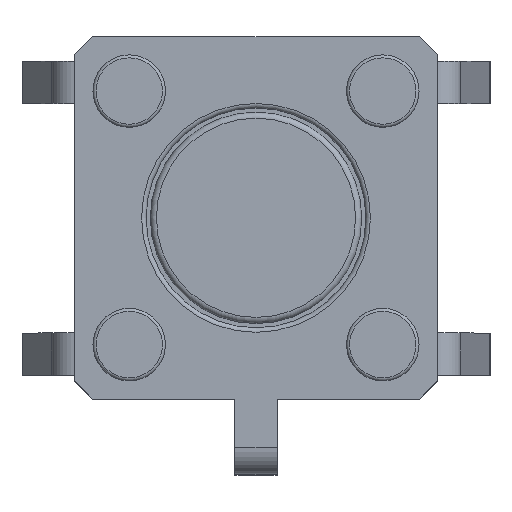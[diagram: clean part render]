
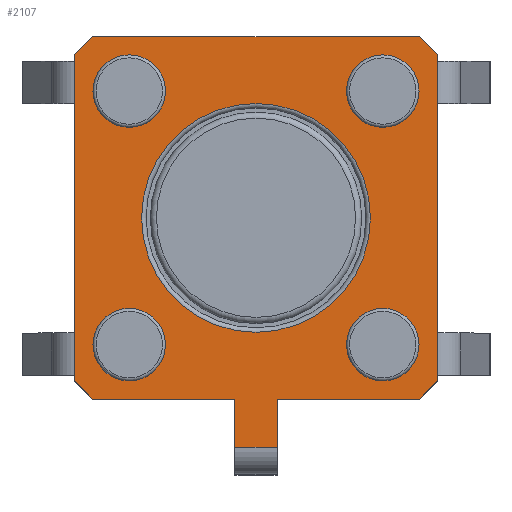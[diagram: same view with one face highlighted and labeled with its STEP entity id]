
A CAD part, top view. The second image highlights one B-rep face of the part: STEP entity #2107.
In plain terms, the highlighted planar face has unit normal (0, 0, 1).
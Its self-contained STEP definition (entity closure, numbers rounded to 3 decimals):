
#883 = VERTEX_POINT('',#884);
#884 = CARTESIAN_POINT('',(6.25,-4.95,3.4));
#890 = EDGE_CURVE('',#883,#891,#893,.T.);
#891 = VERTEX_POINT('',#892);
#892 = CARTESIAN_POINT('',(5.95,-5.25,3.4));
#893 = LINE('',#894,#895);
#894 = CARTESIAN_POINT('',(6.1,-5.1,3.4));
#895 = VECTOR('',#896,1.);
#896 = DIRECTION('',(-0.707,-0.707,0.));
#914 = VERTEX_POINT('',#915);
#915 = CARTESIAN_POINT('',(0.55,-5.25,3.4));
#921 = EDGE_CURVE('',#914,#922,#924,.T.);
#922 = VERTEX_POINT('',#923);
#923 = CARTESIAN_POINT('',(2.9,-5.25,3.4));
#924 = LINE('',#925,#926);
#925 = CARTESIAN_POINT('',(0.25,-5.25,3.4));
#926 = VECTOR('',#927,1.);
#927 = DIRECTION('',(1.,0.,0.));
#945 = VERTEX_POINT('',#946);
#946 = CARTESIAN_POINT('',(3.6,-5.25,3.4));
#952 = EDGE_CURVE('',#945,#891,#953,.T.);
#953 = LINE('',#954,#955);
#954 = CARTESIAN_POINT('',(0.25,-5.25,3.4));
#955 = VECTOR('',#956,1.);
#956 = DIRECTION('',(1.,0.,0.));
#1000 = VERTEX_POINT('',#1001);
#1001 = CARTESIAN_POINT('',(0.25,-4.95,3.4));
#1007 = EDGE_CURVE('',#1000,#914,#1008,.T.);
#1008 = LINE('',#1009,#1010);
#1009 = CARTESIAN_POINT('',(0.4,-5.1,3.4));
#1010 = VECTOR('',#1011,1.);
#1011 = DIRECTION('',(0.707,-0.707,0.));
#1048 = VERTEX_POINT('',#1049);
#1049 = CARTESIAN_POINT('',(0.25,0.45,3.4));
#1055 = EDGE_CURVE('',#1048,#1000,#1056,.T.);
#1056 = LINE('',#1057,#1058);
#1057 = CARTESIAN_POINT('',(0.25,0.75,3.4));
#1058 = VECTOR('',#1059,1.);
#1059 = DIRECTION('',(0.,-1.,0.));
#1536 = VERTEX_POINT('',#1537);
#1537 = CARTESIAN_POINT('',(0.55,0.75,3.4));
#1543 = EDGE_CURVE('',#1536,#1048,#1544,.T.);
#1544 = LINE('',#1545,#1546);
#1545 = CARTESIAN_POINT('',(0.4,0.6,3.4));
#1546 = VECTOR('',#1547,1.);
#1547 = DIRECTION('',(-0.707,-0.707,0.));
#1560 = VERTEX_POINT('',#1561);
#1561 = CARTESIAN_POINT('',(5.95,0.75,3.4));
#1567 = EDGE_CURVE('',#1560,#1536,#1568,.T.);
#1568 = LINE('',#1569,#1570);
#1569 = CARTESIAN_POINT('',(6.25,0.75,3.4));
#1570 = VECTOR('',#1571,1.);
#1571 = DIRECTION('',(-1.,0.,0.));
#1584 = VERTEX_POINT('',#1585);
#1585 = CARTESIAN_POINT('',(6.25,0.45,3.4));
#1591 = EDGE_CURVE('',#1584,#1560,#1592,.T.);
#1592 = LINE('',#1593,#1594);
#1593 = CARTESIAN_POINT('',(6.1,0.6,3.4));
#1594 = VECTOR('',#1595,1.);
#1595 = DIRECTION('',(-0.707,0.707,0.));
#1632 = EDGE_CURVE('',#883,#1584,#1633,.T.);
#1633 = LINE('',#1634,#1635);
#1634 = CARTESIAN_POINT('',(6.25,-5.25,3.4));
#1635 = VECTOR('',#1636,1.);
#1636 = DIRECTION('',(0.,1.,0.));
#2107 = ADVANCED_FACE('',(#2108,#2141,#2152,#2163,#2174,#2185),#2196,.T.
);
#2108 = FACE_BOUND('',#2109,.T.);
#2109 = EDGE_LOOP('',(#2110,#2111,#2112,#2113,#2114,#2115,#2116,#2117,
#2118,#2126,#2134,#2140));
#2110 = ORIENTED_EDGE('',*,*,#890,.F.);
#2111 = ORIENTED_EDGE('',*,*,#1632,.T.);
#2112 = ORIENTED_EDGE('',*,*,#1591,.T.);
#2113 = ORIENTED_EDGE('',*,*,#1567,.T.);
#2114 = ORIENTED_EDGE('',*,*,#1543,.T.);
#2115 = ORIENTED_EDGE('',*,*,#1055,.T.);
#2116 = ORIENTED_EDGE('',*,*,#1007,.T.);
#2117 = ORIENTED_EDGE('',*,*,#921,.T.);
#2118 = ORIENTED_EDGE('',*,*,#2119,.T.);
#2119 = EDGE_CURVE('',#922,#2120,#2122,.T.);
#2120 = VERTEX_POINT('',#2121);
#2121 = CARTESIAN_POINT('',(2.9,-6.05,3.4));
#2122 = LINE('',#2123,#2124);
#2123 = CARTESIAN_POINT('',(2.9,-4.95,3.4));
#2124 = VECTOR('',#2125,1.);
#2125 = DIRECTION('',(0.,-1.,0.));
#2126 = ORIENTED_EDGE('',*,*,#2127,.T.);
#2127 = EDGE_CURVE('',#2120,#2128,#2130,.T.);
#2128 = VERTEX_POINT('',#2129);
#2129 = CARTESIAN_POINT('',(3.6,-6.05,3.4));
#2130 = LINE('',#2131,#2132);
#2131 = CARTESIAN_POINT('',(2.9,-6.05,3.4));
#2132 = VECTOR('',#2133,1.);
#2133 = DIRECTION('',(1.,0.,0.));
#2134 = ORIENTED_EDGE('',*,*,#2135,.T.);
#2135 = EDGE_CURVE('',#2128,#945,#2136,.T.);
#2136 = LINE('',#2137,#2138);
#2137 = CARTESIAN_POINT('',(3.6,-6.05,3.4));
#2138 = VECTOR('',#2139,1.);
#2139 = DIRECTION('',(0.,1.,0.));
#2140 = ORIENTED_EDGE('',*,*,#952,.T.);
#2141 = FACE_BOUND('',#2142,.T.);
#2142 = EDGE_LOOP('',(#2143));
#2143 = ORIENTED_EDGE('',*,*,#2144,.T.);
#2144 = EDGE_CURVE('',#2145,#2145,#2147,.T.);
#2145 = VERTEX_POINT('',#2146);
#2146 = CARTESIAN_POINT('',(5.35,0.45,3.4));
#2147 = CIRCLE('',#2148,0.6);
#2148 = AXIS2_PLACEMENT_3D('',#2149,#2150,#2151);
#2149 = CARTESIAN_POINT('',(5.35,-0.15,3.4));
#2150 = DIRECTION('',(0.,0.,-1.));
#2151 = DIRECTION('',(0.,1.,0.));
#2152 = FACE_BOUND('',#2153,.T.);
#2153 = EDGE_LOOP('',(#2154));
#2154 = ORIENTED_EDGE('',*,*,#2155,.T.);
#2155 = EDGE_CURVE('',#2156,#2156,#2158,.T.);
#2156 = VERTEX_POINT('',#2157);
#2157 = CARTESIAN_POINT('',(3.25,-0.355,3.4));
#2158 = CIRCLE('',#2159,1.895);
#2159 = AXIS2_PLACEMENT_3D('',#2160,#2161,#2162);
#2160 = CARTESIAN_POINT('',(3.25,-2.25,3.4));
#2161 = DIRECTION('',(0.,0.,-1.));
#2162 = DIRECTION('',(0.,1.,0.));
#2163 = FACE_BOUND('',#2164,.T.);
#2164 = EDGE_LOOP('',(#2165));
#2165 = ORIENTED_EDGE('',*,*,#2166,.T.);
#2166 = EDGE_CURVE('',#2167,#2167,#2169,.T.);
#2167 = VERTEX_POINT('',#2168);
#2168 = CARTESIAN_POINT('',(5.35,-4.95,3.4));
#2169 = CIRCLE('',#2170,0.6);
#2170 = AXIS2_PLACEMENT_3D('',#2171,#2172,#2173);
#2171 = CARTESIAN_POINT('',(5.35,-4.35,3.4));
#2172 = DIRECTION('',(0.,0.,-1.));
#2173 = DIRECTION('',(0.,-1.,0.));
#2174 = FACE_BOUND('',#2175,.T.);
#2175 = EDGE_LOOP('',(#2176));
#2176 = ORIENTED_EDGE('',*,*,#2177,.T.);
#2177 = EDGE_CURVE('',#2178,#2178,#2180,.T.);
#2178 = VERTEX_POINT('',#2179);
#2179 = CARTESIAN_POINT('',(1.15,-4.95,3.4));
#2180 = CIRCLE('',#2181,0.6);
#2181 = AXIS2_PLACEMENT_3D('',#2182,#2183,#2184);
#2182 = CARTESIAN_POINT('',(1.15,-4.35,3.4));
#2183 = DIRECTION('',(0.,0.,-1.));
#2184 = DIRECTION('',(0.,-1.,0.));
#2185 = FACE_BOUND('',#2186,.T.);
#2186 = EDGE_LOOP('',(#2187));
#2187 = ORIENTED_EDGE('',*,*,#2188,.T.);
#2188 = EDGE_CURVE('',#2189,#2189,#2191,.T.);
#2189 = VERTEX_POINT('',#2190);
#2190 = CARTESIAN_POINT('',(1.15,0.45,3.4));
#2191 = CIRCLE('',#2192,0.6);
#2192 = AXIS2_PLACEMENT_3D('',#2193,#2194,#2195);
#2193 = CARTESIAN_POINT('',(1.15,-0.15,3.4));
#2194 = DIRECTION('',(0.,0.,-1.));
#2195 = DIRECTION('',(0.,1.,0.));
#2196 = PLANE('',#2197);
#2197 = AXIS2_PLACEMENT_3D('',#2198,#2199,#2200);
#2198 = CARTESIAN_POINT('',(3.25,-2.491,3.4));
#2199 = DIRECTION('',(0.,0.,1.));
#2200 = DIRECTION('',(0.,1.,0.));
